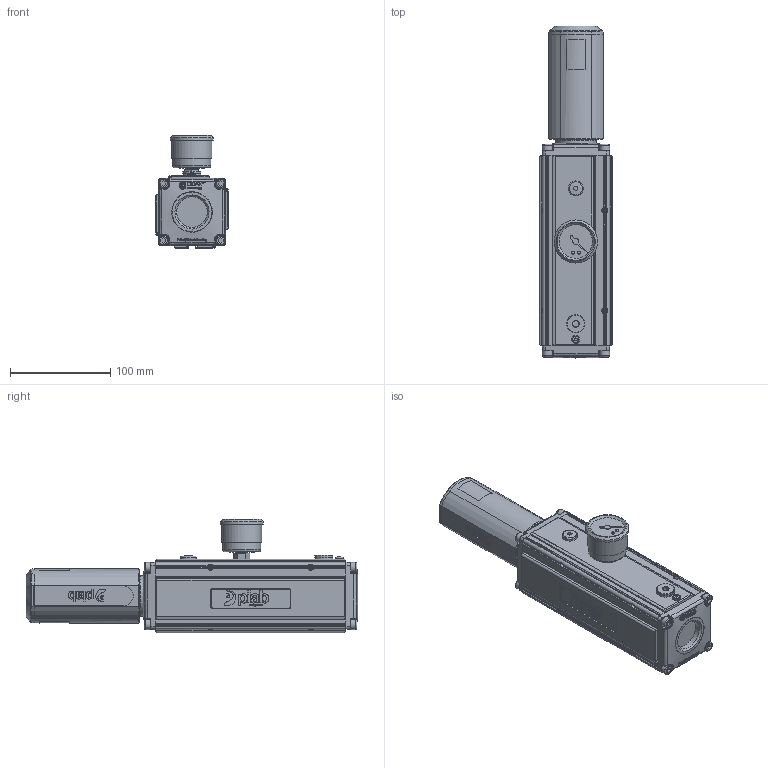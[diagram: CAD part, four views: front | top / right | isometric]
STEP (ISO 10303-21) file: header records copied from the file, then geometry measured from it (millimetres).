
FILE_DESCRIPTION( ( 'Unknown' ), '1' );
FILE_NAME( '0112085.stp', 'Unknown', ( 'Unknown' ), ( 'Unknown' ), 'PSStep 10.0', 'Unknown', ' ' );
FILE_SCHEMA( ( 'AUTOMOTIVE_DESIGN { 1 0 10303 214 1 1 1 1 }' ) );
Length unit declared in the file: millimetre
Products named in the file (1): Part8
Bounding box: 73 x 331 x 112.79 mm (x, y, z)
Volume: 1294290.2 mm3; surface area: 157131.6 mm2
Topology: 7 solids, 31 shells, 2109 faces, 5465 edges, 3594 vertices
Faces by surface type: plane 1036, cylinder 591, extrusion 230, bspline 126, cone 102, torus 22, sphere 2
Full cylindrical faces by diameter (mm): 2 x8, 3 x2, 3.225 x2, 4 x2, 4.134 x5, 4.917 x16, 5 x2, 5.55 x2, 6 x8, 6.2 x8, 7 x1, 8 x5, 8.8 x1, 9.73 x1, 10 x8, 11 x1, 11.8 x1, 12 x1, 13 x1, 13.16 x1, 15 x1, 18 x2, 25 x1, 30.5 x2, 38 x1, 40 x2, 43 x1
Entity records: 115207 total; most frequent: CARTESIAN_POINT 51067, ORIENTED_EDGE 10154, DIRECTION 8727, EDGE_CURVE 5077, VERTEX_POINT 3436, AXIS2_PLACEMENT_3D 3094, VECTOR 2539, EDGE_LOOP 2493
